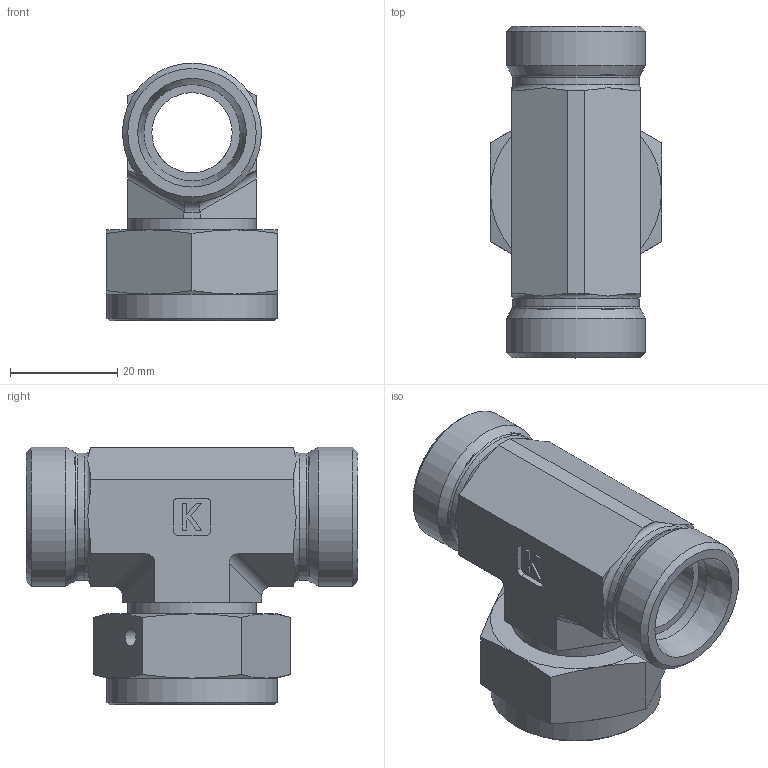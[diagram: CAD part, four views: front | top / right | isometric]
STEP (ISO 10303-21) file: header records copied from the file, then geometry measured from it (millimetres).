
FILE_DESCRIPTION((''),'2;1');
FILE_NAME('3765182618.stp','2014-09-10T15:42:27',(''),('KNOMI spol. s r. o.'),'Autodesk Inventor 2012','Autodesk Inventor 2012','');
FILE_SCHEMA(('AUTOMOTIVE_DESIGN { 1 2 10303 214 0 1 1 1 }'));
Length unit declared in the file: millimetre
Products named in the file (5): TSSO2 18L  M26/M26 v.z; 3775 182618; 395 1826; 9903226; 60715020
Assembly tree (4 placements, depth 2):
  TSSO2 18L  M26/M26 v.z
    3775 182618
    395 1826
    9903226
    60715020
Bounding box: 32 x 62 x 48.15 mm (x, y, z)
Volume: 31123.1 mm3; surface area: 16609.3 mm2
Topology: 4 solids, 4 shells, 162 faces, 371 edges, 236 vertices
Faces by surface type: plane 98, cone 26, cylinder 25, torus 12, bspline 1
Full cylindrical faces by diameter (mm): 3.2 x1, 3.4 x1, 12 x1, 15 x1, 18 x2, 23.7 x2, 24 x2, 24.25 x1, 24.376 x1, 26 x2, 31.8 x1
Entity records: 4770 total; most frequent: CARTESIAN_POINT 1073, DIRECTION 720, ORIENTED_EDGE 630, EDGE_CURVE 315, AXIS2_PLACEMENT_3D 288, EDGE_LOOP 232, VERTEX_POINT 221, STYLED_ITEM 166
